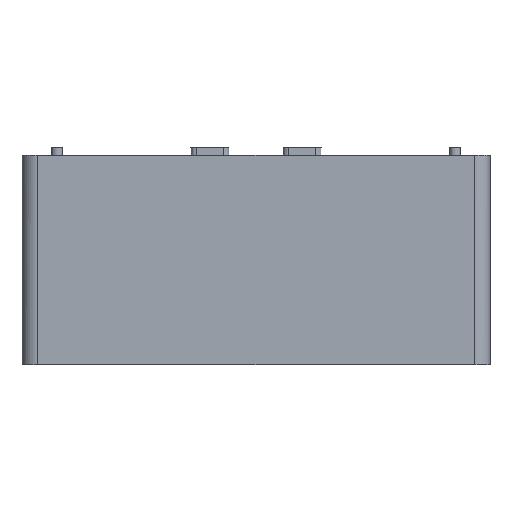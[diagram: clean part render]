
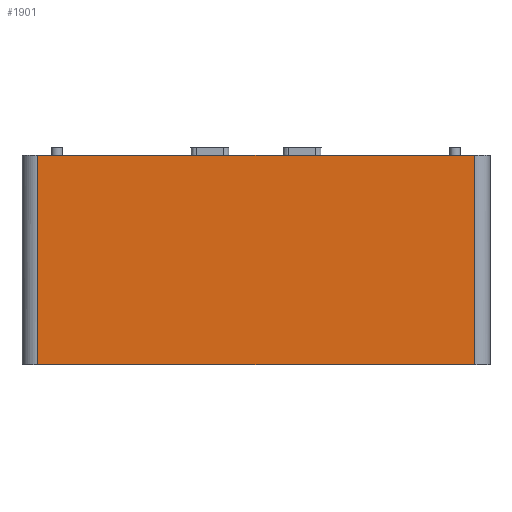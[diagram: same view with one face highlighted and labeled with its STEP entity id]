
A CAD part, front view. The second image highlights one B-rep face of the part: STEP entity #1901.
In plain terms, the highlighted planar face has unit normal (0, -1, 0).
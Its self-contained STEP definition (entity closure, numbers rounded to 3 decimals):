
#17 = ORIENTED_EDGE ( 'NONE', *, *, #2408, .F. ) ;
#96 = DIRECTION ( 'NONE',  ( 0., 0., -1. ) ) ;
#140 = VERTEX_POINT ( 'NONE', #202 ) ;
#186 = CARTESIAN_POINT ( 'NONE',  ( -40.042, -42.948, -40. ) ) ;
#202 = CARTESIAN_POINT ( 'NONE',  ( 40.042, -42.948, -1.5 ) ) ;
#208 = LINE ( 'NONE', #634, #2760 ) ;
#404 = CARTESIAN_POINT ( 'NONE',  ( 40.042, -42.948, -40. ) ) ;
#421 = AXIS2_PLACEMENT_3D ( 'NONE', #2588, #449, #514 ) ;
#449 = DIRECTION ( 'NONE',  ( 0., -1., 0. ) ) ;
#514 = DIRECTION ( 'NONE',  ( 0., 0., -1. ) ) ;
#634 = CARTESIAN_POINT ( 'NONE',  ( -40.042, -42.948, -1.5 ) ) ;
#771 = VECTOR ( 'NONE', #96, 1000. ) ;
#932 = VERTEX_POINT ( 'NONE', #1025 ) ;
#1025 = CARTESIAN_POINT ( 'NONE',  ( -40.042, -42.948, -1.5 ) ) ;
#1189 = FACE_OUTER_BOUND ( 'NONE', #2197, .T. ) ;
#1254 = LINE ( 'NONE', #2906, #1529 ) ;
#1257 = LINE ( 'NONE', #1511, #771 ) ;
#1312 = ORIENTED_EDGE ( 'NONE', *, *, #1613, .F. ) ;
#1318 = LINE ( 'NONE', #404, #2628 ) ;
#1511 = CARTESIAN_POINT ( 'NONE',  ( 40.042, -42.948, -1.5 ) ) ;
#1529 = VECTOR ( 'NONE', #2184, 1000. ) ;
#1613 = EDGE_CURVE ( 'NONE', #140, #2861, #1257, .T. ) ;
#1662 = CARTESIAN_POINT ( 'NONE',  ( 40.042, -42.948, -40. ) ) ;
#1877 = ORIENTED_EDGE ( 'NONE', *, *, #2657, .T. ) ;
#1901 = ADVANCED_FACE ( 'NONE', ( #1189 ), #2119, .T. ) ;
#2119 = PLANE ( 'NONE',  #421 ) ;
#2170 = VERTEX_POINT ( 'NONE', #186 ) ;
#2184 = DIRECTION ( 'NONE',  ( 0., 0., -1. ) ) ;
#2197 = EDGE_LOOP ( 'NONE', ( #2398, #1877, #17, #1312 ) ) ;
#2231 = EDGE_CURVE ( 'NONE', #932, #140, #208, .T. ) ;
#2270 = DIRECTION ( 'NONE',  ( -1., 0., 0. ) ) ;
#2398 = ORIENTED_EDGE ( 'NONE', *, *, #2231, .F. ) ;
#2408 = EDGE_CURVE ( 'NONE', #2861, #2170, #1318, .T. ) ;
#2554 = DIRECTION ( 'NONE',  ( 1., 0., 0. ) ) ;
#2588 = CARTESIAN_POINT ( 'NONE',  ( 40.042, -42.948, -0.5 ) ) ;
#2628 = VECTOR ( 'NONE', #2270, 1000. ) ;
#2657 = EDGE_CURVE ( 'NONE', #932, #2170, #1254, .T. ) ;
#2760 = VECTOR ( 'NONE', #2554, 1000. ) ;
#2861 = VERTEX_POINT ( 'NONE', #1662 ) ;
#2906 = CARTESIAN_POINT ( 'NONE',  ( -40.042, -42.948, -1.5 ) ) ;
